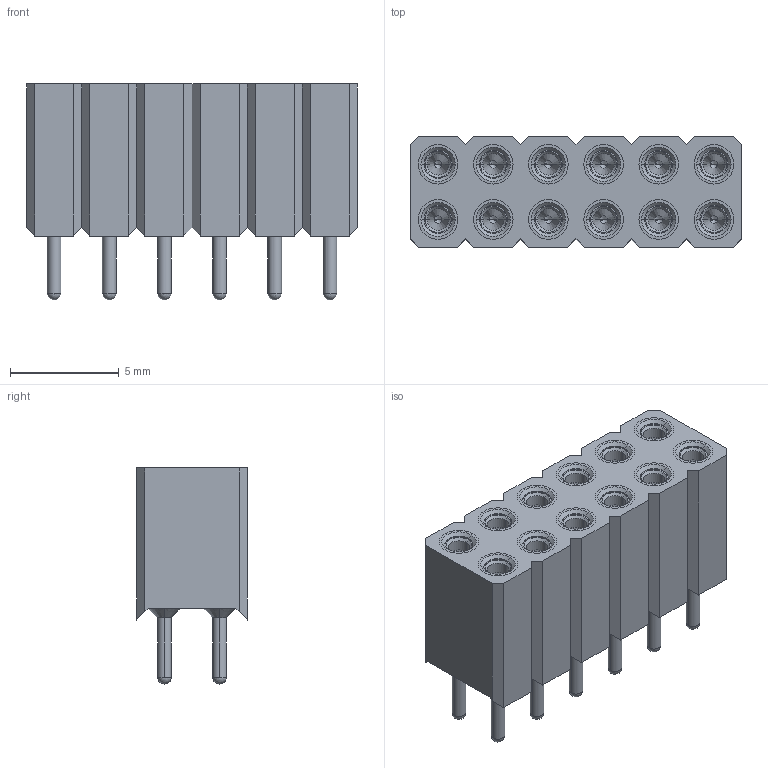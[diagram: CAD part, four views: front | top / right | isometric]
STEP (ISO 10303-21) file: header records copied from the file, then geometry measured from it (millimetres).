
FILE_DESCRIPTION((''),'2;1');
FILE_NAME('153-006-2-XX-XX_ASM','2011-10-07T',('cad01'),(''),'PRO/ENGINEER BY PARAMETRIC TECHNOLOGY CORPORATION, 2005110','PRO/ENGINEER BY PARAMETRIC TECHNOLOGY CORPORATION, 2005110','');
FILE_SCHEMA(('CONFIG_CONTROL_DESIGN'));
Length unit declared in the file: millimetre
Products named in the file (14): PRT0001; PRT0002; PRT0003; PRT0004; PRT0005; PRT0006; PRT0007; PRT0008; PRT0009; PRT0010; PRT0011; PRT0012; PRT0013; 153-006-2-XX-XX_ASM
Assembly tree (13 placements, depth 2):
  153-006-2-XX-XX_ASM
    PRT0001
    PRT0002
    PRT0003
    PRT0004
    PRT0005
    PRT0006
    PRT0007
    PRT0008
    PRT0009
    PRT0010
    PRT0011
    PRT0012
    PRT0013
Bounding box: 15.24 x 5.08 x 9.95 mm (x, y, z)
Volume: 430.6 mm3; surface area: 1645.8 mm2
Topology: 13 solids, 13 shells, 486 faces, 1056 edges, 596 vertices
Faces by surface type: cone 240, cylinder 144, plane 90, sphere 12
Entity records: 13186 total; most frequent: DIRECTION 2538, CARTESIAN_POINT 2117, ORIENTED_EDGE 2016, AXIS2_PLACEMENT_3D 1017, EDGE_CURVE 1008, VERTEX_POINT 596, EDGE_LOOP 558, VECTOR 504
